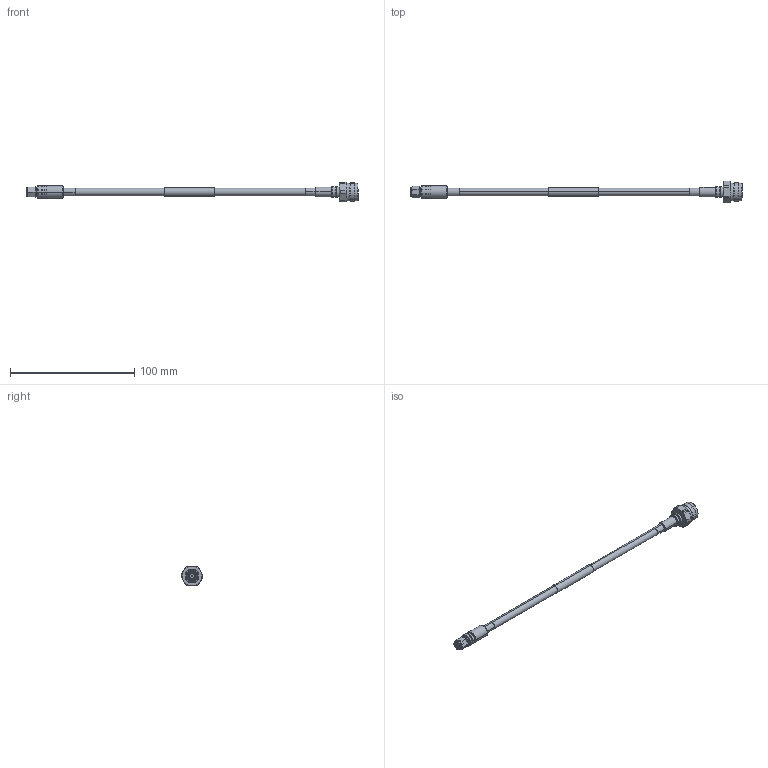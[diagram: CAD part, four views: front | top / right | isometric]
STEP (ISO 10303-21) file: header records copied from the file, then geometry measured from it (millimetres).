
FILE_DESCRIPTION (( 'STEP AP214' ), '1' );
FILE_NAME ('FMC00990_3D.step', '2023-02-23T03:21:32', ( '' ), ( '' ), 'SwSTEP 2.0', 'SolidWorks 2022', '' );
FILE_SCHEMA (( 'AUTOMOTIVE_DESIGN' ));
Length unit declared in the file: inch
Products named in the file (11): EZ-240-TM-X_body; EZ-240-TM-X; TC-240-SM-SS-X_body; TC-240-SM-SS-X; EZ-240-TM-X_ferrule; heat shrink conn 2^FMC00990_conn 1; LMR-240-UF^FMC00990; heat shrink conn 1^FMC00990_conn 1; FMC00990_3D; TC-240-SM-SS-X_c-contact; TC-240-SM-SS-X_ferrule
Assembly tree (10 placements, depth 3):
  FMC00990_3D
    LMR-240-UF^FMC00990
    TC-240-SM-SS-X
      TC-240-SM-SS-X_body
      TC-240-SM-SS-X_c-contact
      TC-240-SM-SS-X_ferrule
    heat shrink conn 1^FMC00990_conn 1
    EZ-240-TM-X
      EZ-240-TM-X_body
      EZ-240-TM-X_ferrule
    heat shrink conn 2^FMC00990_conn 1
Bounding box: 266.82 x 17.19 x 15.88 mm (x, y, z)
Volume: 10479.5 mm3; surface area: 12913.1 mm2
Topology: 9 solids, 9 shells, 310 faces, 640 edges, 373 vertices
Faces by surface type: cone 121, cylinder 107, plane 60, torus 20, sphere 2
Entity records: 8913 total; most frequent: DIRECTION 1612, CARTESIAN_POINT 1554, ORIENTED_EDGE 1280, AXIS2_PLACEMENT_3D 683, EDGE_CURVE 640, VERTEX_POINT 373, CIRCLE 358, EDGE_LOOP 345
